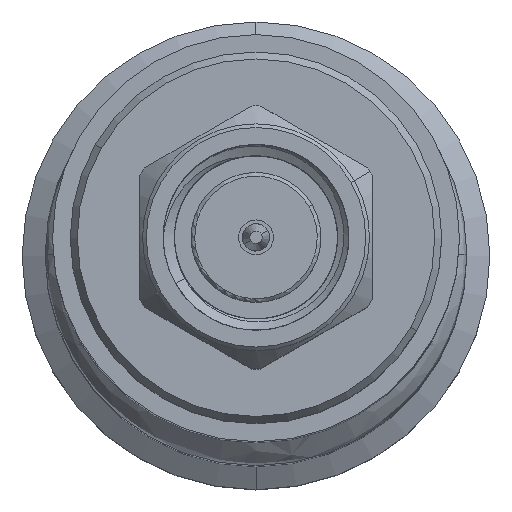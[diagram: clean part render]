
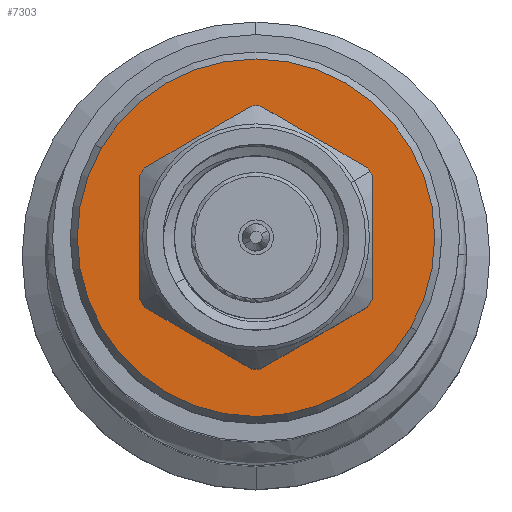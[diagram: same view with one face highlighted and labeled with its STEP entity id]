
A CAD part, top view. The second image highlights one B-rep face of the part: STEP entity #7303.
In plain terms, the highlighted face is planar.
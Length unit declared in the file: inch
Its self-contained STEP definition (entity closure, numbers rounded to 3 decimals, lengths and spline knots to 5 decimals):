
#456 = AXIS2_PLACEMENT_3D ( 'NONE', #13168, #10330, #7327 ) ;
#1044 = CARTESIAN_POINT ( 'NONE',  ( 0.34695, 0., 0.24069 ) ) ;
#1208 = PLANE ( 'NONE',  #456 ) ;
#2474 = EDGE_LOOP ( 'NONE', ( #12871, #14002 ) ) ;
#3057 = CARTESIAN_POINT ( 'NONE',  ( 0.34695, 0., 0. ) ) ;
#3895 = AXIS2_PLACEMENT_3D ( 'NONE', #3057, #18138, #15447 ) ;
#6220 = AXIS2_PLACEMENT_3D ( 'NONE', #6476, #13831, #16860 ) ;
#6476 = CARTESIAN_POINT ( 'NONE',  ( 0.34695, 0., 0. ) ) ;
#7303 = ADVANCED_FACE ( 'NONE', ( #10658 ), #1208, .F. ) ;
#7327 = DIRECTION ( 'NONE',  ( 0., 0., -1. ) ) ;
#7795 = CIRCLE ( 'NONE', #3895, 0.24069 ) ;
#8148 = CARTESIAN_POINT ( 'NONE',  ( 0.34695, 0., -0.24069 ) ) ;
#8341 = VERTEX_POINT ( 'NONE', #1044 ) ;
#10330 = DIRECTION ( 'NONE',  ( 1., 0., 0. ) ) ;
#10658 = FACE_OUTER_BOUND ( 'NONE', #2474, .T. ) ;
#12244 = EDGE_CURVE ( 'NONE', #15212, #8341, #7795, .T. ) ;
#12871 = ORIENTED_EDGE ( 'NONE', *, *, #12244, .T. ) ;
#13168 = CARTESIAN_POINT ( 'NONE',  ( 0.34695, 0., 0. ) ) ;
#13831 = DIRECTION ( 'NONE',  ( -1., 0., 0. ) ) ;
#14002 = ORIENTED_EDGE ( 'NONE', *, *, #14260, .T. ) ;
#14260 = EDGE_CURVE ( 'NONE', #8341, #15212, #18435, .T. ) ;
#15212 = VERTEX_POINT ( 'NONE', #8148 ) ;
#15447 = DIRECTION ( 'NONE',  ( 0., 0., 1. ) ) ;
#16860 = DIRECTION ( 'NONE',  ( 0., 0., 1. ) ) ;
#18138 = DIRECTION ( 'NONE',  ( -1., 0., 0. ) ) ;
#18435 = CIRCLE ( 'NONE', #6220, 0.24069 ) ;
